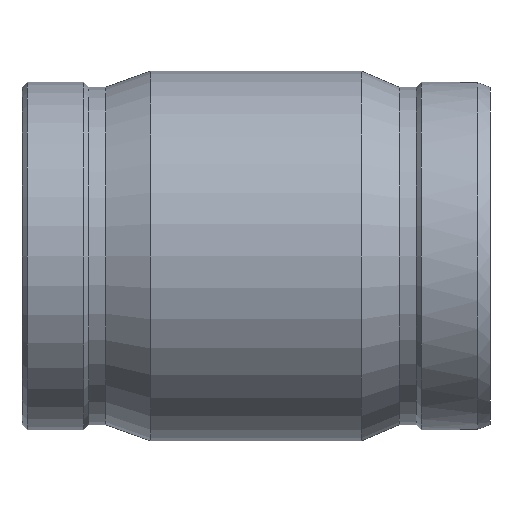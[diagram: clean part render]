
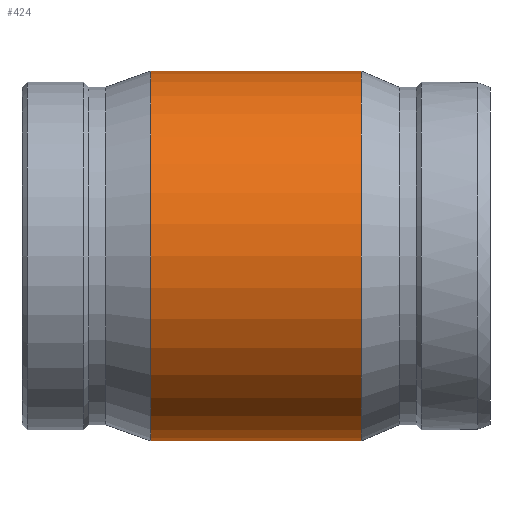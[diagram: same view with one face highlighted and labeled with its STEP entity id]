
A CAD part, front view. The second image highlights one B-rep face of the part: STEP entity #424.
In plain terms, the highlighted cylindrical face has radius 58.5 mm (diameter 117 mm), a full revolution.
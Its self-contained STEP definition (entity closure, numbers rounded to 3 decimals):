
#54=FACE_BOUND('',#165,.T.);
#76=CYLINDRICAL_SURFACE('',#486,58.5);
#106=FACE_OUTER_BOUND('',#164,.T.);
#164=EDGE_LOOP('',(#356));
#165=EDGE_LOOP('',(#357));
#215=CIRCLE('',#485,58.5);
#216=CIRCLE('',#487,58.5);
#253=VERTEX_POINT('',#828);
#254=VERTEX_POINT('',#831);
#294=EDGE_CURVE('',#253,#253,#215,.T.);
#295=EDGE_CURVE('',#254,#254,#216,.T.);
#356=ORIENTED_EDGE('',*,*,#294,.T.);
#357=ORIENTED_EDGE('',*,*,#295,.F.);
#424=ADVANCED_FACE('',(#106,#54),#76,.T.);
#485=AXIS2_PLACEMENT_3D('',#829,#603,#604);
#486=AXIS2_PLACEMENT_3D('',#830,#605,#606);
#487=AXIS2_PLACEMENT_3D('',#832,#607,#608);
#603=DIRECTION('center_axis',(1.,0.,0.));
#604=DIRECTION('ref_axis',(0.,0.,-1.));
#605=DIRECTION('center_axis',(1.,0.,0.));
#606=DIRECTION('ref_axis',(0.,1.,0.));
#607=DIRECTION('center_axis',(1.,0.,0.));
#608=DIRECTION('ref_axis',(0.,0.,-1.));
#828=CARTESIAN_POINT('',(-33.3,58.5,0.));
#829=CARTESIAN_POINT('Origin',(-33.3,0.,0.));
#830=CARTESIAN_POINT('Origin',(0.,0.,0.));
#831=CARTESIAN_POINT('',(33.3,58.5,0.));
#832=CARTESIAN_POINT('Origin',(33.3,0.,0.));
